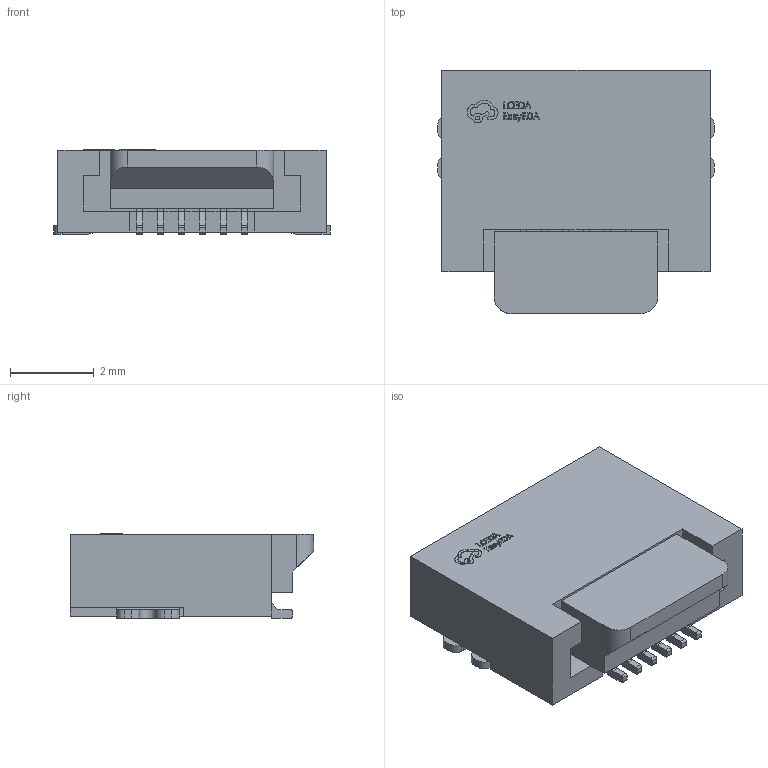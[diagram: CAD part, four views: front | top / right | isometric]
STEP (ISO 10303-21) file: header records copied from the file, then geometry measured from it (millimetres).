
FILE_DESCRIPTION (( 'STEP AP214' ), '1' );
FILE_NAME ('FPC-SMD_P0.50-6P_QCHF-SM-H2.0.step', '2022-07-06T16:18:22', ( '' ), ( '' ), 'SwSTEP 2.0', 'SolidWorks 2020', '' );
FILE_SCHEMA (( 'AUTOMOTIVE_DESIGN' ));
Length unit declared in the file: millimetre
Products named in the file (1): FPC-SMD_P0.50-6P_QCHF-SM-H2.0
Bounding box: 6.6 x 5.8 x 2.01 mm (x, y, z)
Volume: 52.6 mm3; surface area: 286.3 mm2
Topology: 10 solids, 10 shells, 653 faces, 1848 edges, 1232 vertices
Faces by surface type: plane 459, bspline 146, cylinder 48
Entity records: 29378 total; most frequent: CARTESIAN_POINT 7350, ORIENTED_EDGE 3696, DIRECTION 2660, EDGE_CURVE 1848, VECTOR 1456, LINE 1456, VERTEX_POINT 1232, EDGE_LOOP 682
